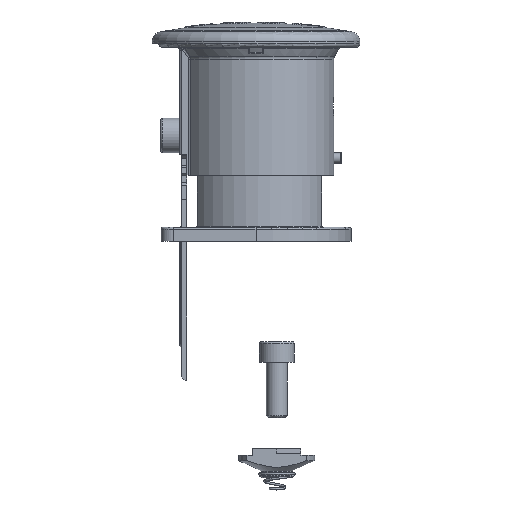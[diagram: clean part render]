
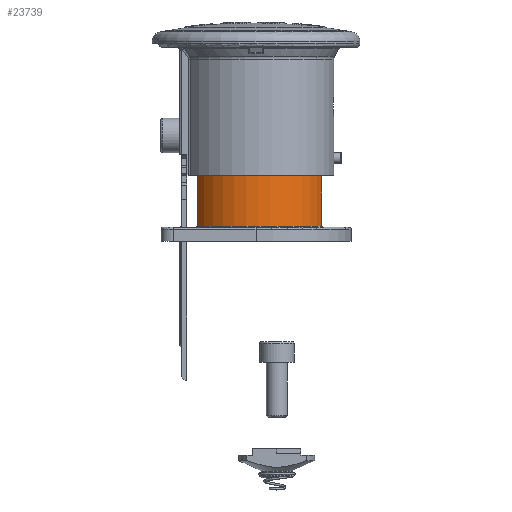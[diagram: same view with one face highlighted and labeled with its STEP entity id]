
A CAD part, front view. The second image highlights one B-rep face of the part: STEP entity #23739.
In plain terms, the highlighted cylindrical face has radius 20 mm (diameter 40 mm), a partial arc.
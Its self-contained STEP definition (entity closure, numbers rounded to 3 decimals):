
#622=LINE('',#36586,#2095);
#623=LINE('',#36589,#2096);
#2095=VECTOR('',#28441,35.5);
#2096=VECTOR('',#28444,35.5);
#5046=CYLINDRICAL_SURFACE('',#25435,20.);
#5498=FACE_OUTER_BOUND('',#6949,.T.);
#6949=EDGE_LOOP('',(#15890,#15891,#15892,#15893));
#8435=CIRCLE('',#25165,20.);
#8596=CIRCLE('',#25436,20.);
#9709=VERTEX_POINT('',#34655);
#9710=VERTEX_POINT('',#34656);
#9916=VERTEX_POINT('',#36585);
#9917=VERTEX_POINT('',#36587);
#11904=EDGE_CURVE('',#9709,#9710,#8435,.T.);
#12220=EDGE_CURVE('',#9710,#9916,#622,.T.);
#12221=EDGE_CURVE('',#9916,#9917,#8596,.T.);
#12222=EDGE_CURVE('',#9917,#9709,#623,.T.);
#15890=ORIENTED_EDGE('',*,*,#12220,.T.);
#15891=ORIENTED_EDGE('',*,*,#12221,.T.);
#15892=ORIENTED_EDGE('',*,*,#12222,.T.);
#15893=ORIENTED_EDGE('',*,*,#11904,.T.);
#23739=ADVANCED_FACE('',(#5498),#5046,.T.);
#25165=AXIS2_PLACEMENT_3D('',#34657,#27799,#27800);
#25435=AXIS2_PLACEMENT_3D('',#36584,#28439,#28440);
#25436=AXIS2_PLACEMENT_3D('',#36588,#28442,#28443);
#27799=DIRECTION('center_axis',(0.,0.,1.));
#27800=DIRECTION('ref_axis',(1.,0.,0.));
#28439=DIRECTION('center_axis',(0.,0.,1.));
#28440=DIRECTION('ref_axis',(-1.,0.,0.));
#28441=DIRECTION('',(0.,0.,1.));
#28442=DIRECTION('center_axis',(0.,0.,-1.));
#28443=DIRECTION('ref_axis',(-1.,0.,0.));
#28444=DIRECTION('',(0.,0.,-1.));
#34655=CARTESIAN_POINT('',(-16.954,-10.609,4.3));
#34656=CARTESIAN_POINT('',(18.889,-6.573,4.3));
#34657=CARTESIAN_POINT('Origin',(0.,0.,
4.3));
#36584=CARTESIAN_POINT('Origin',(0.,0.,40.));
#36585=CARTESIAN_POINT('',(18.889,-6.573,39.8));
#36586=CARTESIAN_POINT('',(18.889,-6.573,40.));
#36587=CARTESIAN_POINT('',(-16.954,-10.609,39.8));
#36588=CARTESIAN_POINT('Origin',(0.,0.,39.8));
#36589=CARTESIAN_POINT('',(-16.954,-10.609,40.));
